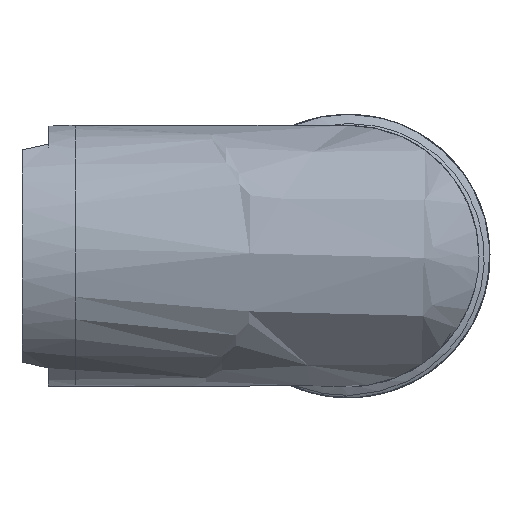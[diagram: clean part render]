
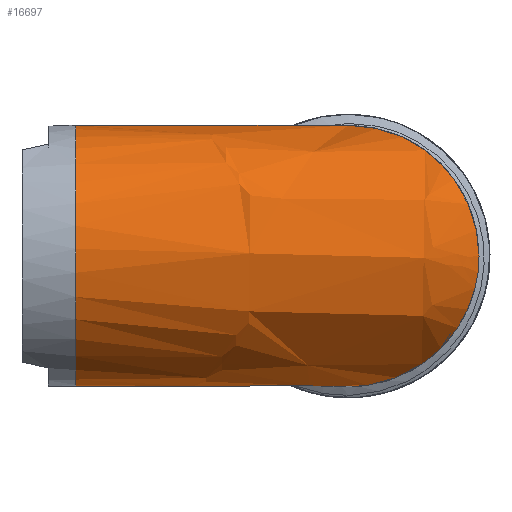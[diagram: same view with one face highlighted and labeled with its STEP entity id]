
A CAD part, front view. The second image highlights one B-rep face of the part: STEP entity #16697.
In plain terms, the highlighted free-form (B-spline) face has degree [1, 2] with [2, 9] control points.
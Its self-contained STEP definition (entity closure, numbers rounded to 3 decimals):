
#14357=CARTESIAN_POINT('',(8.3,0.,0.));
#14358=VERTEX_POINT('',#14357);
#14359=CARTESIAN_POINT('',(0.,8.3,8.3));
#14360=VERTEX_POINT('',#14359);
#14361=CARTESIAN_POINT('',(8.3,0.,0.));
#14362=CARTESIAN_POINT('',(8.3,0.,-8.3));
#14363=CARTESIAN_POINT('',(0.,8.3,-8.3));
#14364=CARTESIAN_POINT('',(-8.3,16.6,-8.3));
#14365=CARTESIAN_POINT('',(-8.3,16.6,0.));
#14366=CARTESIAN_POINT('',(-8.3,16.6,8.3));
#14367=CARTESIAN_POINT('',(0.,8.3,8.3));
#14368=(BOUNDED_CURVE()B_SPLINE_CURVE(2,(#14361,#14362,#14363,#14364,#14365,#14366,#14367),.UNSPECIFIED.,.F.,.U.)B_SPLINE_CURVE_WITH_KNOTS((3,2,2,3),(0.,0.25,0.5,0.75),.UNSPECIFIED.)CURVE()GEOMETRIC_REPRESENTATION_ITEM()RATIONAL_B_SPLINE_CURVE((1.,0.707,1.,0.707,1.,0.707,1.))REPRESENTATION_ITEM(''));
#14369=EDGE_CURVE('',#14358,#14360,#14368,.T.);
#14371=CARTESIAN_POINT('',(0.,8.3,8.3));
#14372=CARTESIAN_POINT('',(8.3,0.,8.3));
#14373=CARTESIAN_POINT('',(8.3,0.,0.));
#14374=(BOUNDED_CURVE()B_SPLINE_CURVE(2,(#14371,#14372,#14373),.UNSPECIFIED.,.F.,.U.)B_SPLINE_CURVE_WITH_KNOTS((3,3),(0.75,1.),.UNSPECIFIED.)CURVE()GEOMETRIC_REPRESENTATION_ITEM()RATIONAL_B_SPLINE_CURVE((1.,0.707,1.))REPRESENTATION_ITEM(''));
#14375=EDGE_CURVE('',#14360,#14358,#14374,.T.);
#16648=CARTESIAN_POINT('',(8.307,8.3,8.3));
#16649=CARTESIAN_POINT('',(8.307,0.,8.3));
#16650=CARTESIAN_POINT('',(8.307,0.,0.));
#16651=CARTESIAN_POINT('',(8.307,0.,-8.3));
#16652=CARTESIAN_POINT('',(8.307,8.3,-8.3));
#16653=CARTESIAN_POINT('',(8.307,16.6,-8.3));
#16654=CARTESIAN_POINT('',(8.307,16.6,0.));
#16655=CARTESIAN_POINT('',(8.307,16.6,8.3));
#16656=CARTESIAN_POINT('',(8.307,8.3,8.3));
#16657=CARTESIAN_POINT('',(-17.3,8.3,8.3));
#16658=CARTESIAN_POINT('',(-17.3,0.,8.3));
#16659=CARTESIAN_POINT('',(-17.3,0.,0.));
#16660=CARTESIAN_POINT('',(-17.3,0.,-8.3));
#16661=CARTESIAN_POINT('',(-17.3,8.3,-8.3));
#16662=CARTESIAN_POINT('',(-17.3,16.6,-8.3));
#16663=CARTESIAN_POINT('',(-17.3,16.6,0.));
#16664=CARTESIAN_POINT('',(-17.3,16.6,8.3));
#16665=CARTESIAN_POINT('',(-17.3,8.3,8.3));
#16666=(BOUNDED_SURFACE()B_SPLINE_SURFACE(1,2,((#16648,#16649,#16650,#16651,#16652,#16653,#16654,#16655,#16656),(#16657,#16658,#16659,#16660,#16661,#16662,#16663,#16664,#16665)),.CYLINDRICAL_SURF.,.F.,.T.,.U.)B_SPLINE_SURFACE_WITH_KNOTS((2,2),(3,2,2,2,3),(0.,0.326),(0.,0.25,0.5,0.75,1.),.UNSPECIFIED.)GEOMETRIC_REPRESENTATION_ITEM()RATIONAL_B_SPLINE_SURFACE(((1.,0.707,1.,0.707,1.,0.707,1.,0.707,1.),(1.,0.707,1.,0.707,1.,0.707,1.,0.707,1.)))REPRESENTATION_ITEM('')SURFACE());
#16667=ORIENTED_EDGE('',*,*,#14375,.F.);
#16668=CARTESIAN_POINT('',(-17.3,8.3,8.3));
#16669=VERTEX_POINT('',#16668);
#16670=CARTESIAN_POINT('',(0.,8.3,8.3));
#16671=CARTESIAN_POINT('',(-17.3,8.3,8.3));
#16672=B_SPLINE_CURVE_WITH_KNOTS('',1,(#16670,#16671),.POLYLINE_FORM.,.F.,.U.,(2,2),(0.106,0.326),.UNSPECIFIED.);
#16673=EDGE_CURVE('',#14360,#16669,#16672,.T.);
#16674=ORIENTED_EDGE('',*,*,#16673,.T.);
#16675=CARTESIAN_POINT('',(-17.3,16.6,0.));
#16676=VERTEX_POINT('',#16675);
#16677=CARTESIAN_POINT('',(-17.3,8.3,8.3));
#16678=CARTESIAN_POINT('',(-17.3,0.,8.3));
#16679=CARTESIAN_POINT('',(-17.3,0.,0.));
#16680=CARTESIAN_POINT('',(-17.3,0.,-8.3));
#16681=CARTESIAN_POINT('',(-17.3,8.3,-8.3));
#16682=CARTESIAN_POINT('',(-17.3,16.6,-8.3));
#16683=CARTESIAN_POINT('',(-17.3,16.6,0.));
#16684=(BOUNDED_CURVE()B_SPLINE_CURVE(2,(#16677,#16678,#16679,#16680,#16681,#16682,#16683),.CIRCULAR_ARC.,.F.,.U.)B_SPLINE_CURVE_WITH_KNOTS((3,2,2,3),(0.25,0.5,0.75,1.),.UNSPECIFIED.)CURVE()GEOMETRIC_REPRESENTATION_ITEM()RATIONAL_B_SPLINE_CURVE((1.,0.707,1.,0.707,1.,0.707,1.))REPRESENTATION_ITEM(''));
#16685=EDGE_CURVE('',#16669,#16676,#16684,.T.);
#16686=ORIENTED_EDGE('',*,*,#16685,.T.);
#16687=CARTESIAN_POINT('',(-17.3,16.6,0.));
#16688=CARTESIAN_POINT('',(-17.3,16.6,8.3));
#16689=CARTESIAN_POINT('',(-17.3,8.3,8.3));
#16690=(BOUNDED_CURVE()B_SPLINE_CURVE(2,(#16687,#16688,#16689),.CIRCULAR_ARC.,.F.,.U.)B_SPLINE_CURVE_WITH_KNOTS((3,3),(0.,0.25),.UNSPECIFIED.)CURVE()GEOMETRIC_REPRESENTATION_ITEM()RATIONAL_B_SPLINE_CURVE((1.,0.707,1.))REPRESENTATION_ITEM(''));
#16691=EDGE_CURVE('',#16676,#16669,#16690,.T.);
#16692=ORIENTED_EDGE('',*,*,#16691,.T.);
#16693=ORIENTED_EDGE('',*,*,#16673,.F.);
#16694=ORIENTED_EDGE('',*,*,#14369,.F.);
#16695=EDGE_LOOP('',(#16667,#16674,#16686,#16692,#16693,#16694));
#16696=FACE_OUTER_BOUND('',#16695,.T.);
#16697=ADVANCED_FACE('',(#16696),#16666,.T.);
